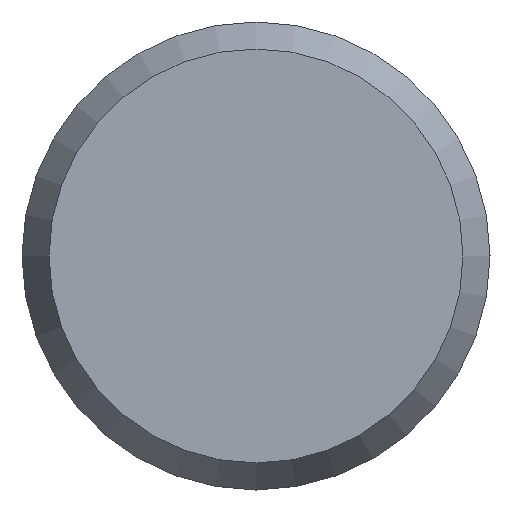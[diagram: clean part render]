
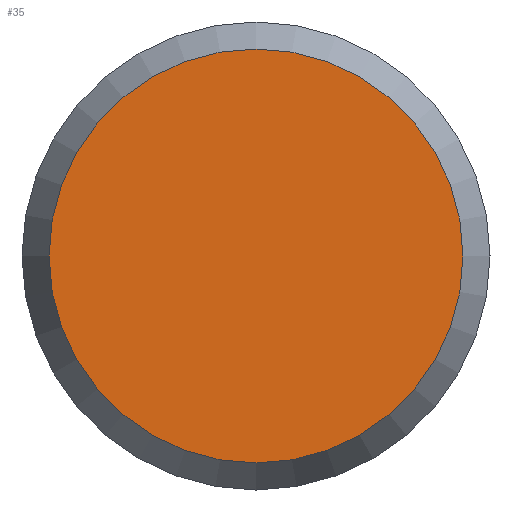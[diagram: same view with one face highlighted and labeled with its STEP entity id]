
A CAD part, left-side view. The second image highlights one B-rep face of the part: STEP entity #35.
In plain terms, the highlighted planar face has unit normal (-1, 0, 0).
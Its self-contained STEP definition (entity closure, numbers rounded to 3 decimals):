
#35 = ADVANCED_FACE( '', ( #72 ), #73, .F. );
#72 = FACE_OUTER_BOUND( '', #114, .T. );
#73 = PLANE( '', #115 );
#114 = EDGE_LOOP( '', ( #152 ) );
#115 = AXIS2_PLACEMENT_3D( '', #153, #154, #155 );
#152 = ORIENTED_EDGE( '', *, *, #201, .F. );
#153 = CARTESIAN_POINT( '', ( 0., 0., 0. ) );
#154 = DIRECTION( '', ( 1., 0., 0. ) );
#155 = DIRECTION( '', ( 0., 0., -1. ) );
#201 = EDGE_CURVE( '', #221, #221, #222, .T. );
#221 = VERTEX_POINT( '', #244 );
#222 = CIRCLE( '', #245, 2.211 );
#244 = CARTESIAN_POINT( '', ( 0., 0., -2.211 ) );
#245 = AXIS2_PLACEMENT_3D( '', #267, #268, #269 );
#267 = CARTESIAN_POINT( '', ( 0., 0., 0. ) );
#268 = DIRECTION( '', ( 1., 0., 0. ) );
#269 = DIRECTION( '', ( 0., 0., -1. ) );
